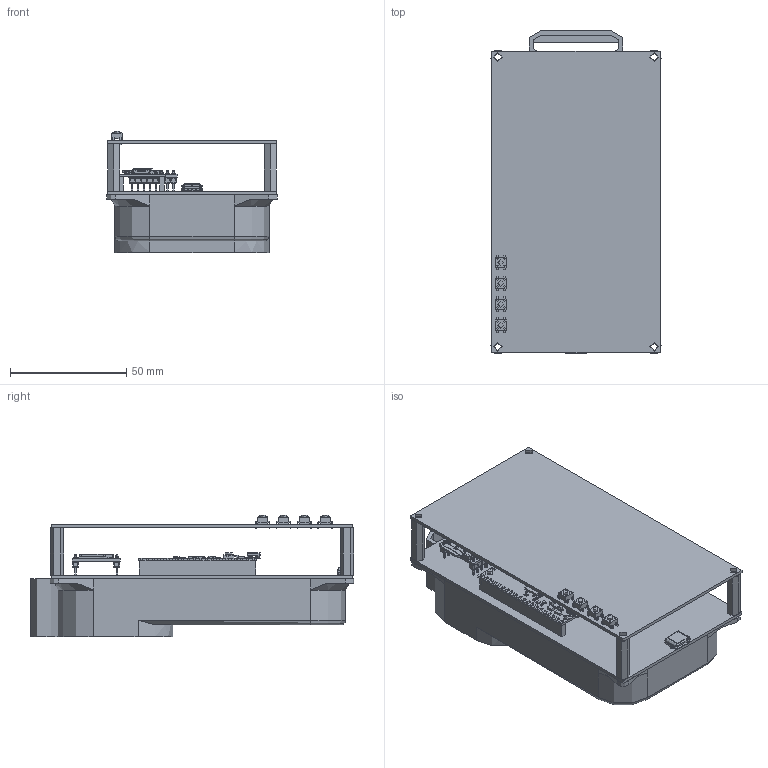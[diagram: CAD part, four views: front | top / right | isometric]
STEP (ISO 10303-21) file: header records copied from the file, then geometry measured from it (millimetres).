
FILE_DESCRIPTION(/* description */ (''),/* implementation_level */ '2;1');
FILE_NAME(/* name */ 'LET IT GLOW v3.step',/* time_stamp */ '2025-11-14T17:44:05+05:30',/* author */ (''),/* organization */ (''),/* preprocessor_version */ 'ST-DEVELOPER v20.1',/* originating_system */ 'Autodesk Translation Framework v14.21.0.0',/* authorisation */ '');
FILE_SCHEMA (('AUTOMOTIVE_DESIGN { 1 0 10303 214 3 1 1 }'));
Products named in the file (122): LET IT GLOW; Component1; Component3; Component4; BODY; DFPLAYER; DFPlayer Mini PCB; SD card Assem; CD card slot; Micro sd card; DFPlayer Mini Pin; 11_20mm pin; Pin Header 1x12 TH Pitch 2; solder; DFPlayer Mini Pin_1; 11_20mm pin_1; Pin Header 1x12 TH Pitch 2_1; solder_1; DFPlayer Mini Pin_2; 11_20mm pin_2; Pin Header 1x12 TH Pitch 2_2; solder_2; DFPlayer Mini Pin_3; 11_20mm pin_3; Pin Header 1x12 TH Pitch 2_3; solder_3; DFPlayer Mini Pin_4; 11_20mm pin_4; Pin Header 1x12 TH Pitch 2_4; solder_4; DFPlayer Mini Pin_5; 11_20mm pin_5; Pin Header 1x12 TH Pitch 2_5; solder_5; DFPlayer Mini Pin_6; 11_20mm pin_6; Pin Header 1x12 TH Pitch 2_6; solder_6; DFPlayer Mini Pin_7; 11_20mm pin_7 ...
Assembly tree (124 placements, depth 4):
  LET IT GLOW
    Component1
    Component3
    Component4
    BODY
    DFPLAYER
      DFPlayer Mini PCB
      SD card Assem
        CD card slot
        Micro sd card
      DFPlayer Mini Pin
        11_20mm pin
        Pin Header 1x12 TH Pitch 2
        solder
      DFPlayer Mini Pin_1
        11_20mm pin_1
        Pin Header 1x12 TH Pitch 2_1
        solder_1
      DFPlayer Mini Pin_2
        11_20mm pin_2
        Pin Header 1x12 TH Pitch 2_2
        solder_2
      DFPlayer Mini Pin_3
        11_20mm pin_3
        Pin Header 1x12 TH Pitch 2_3
        solder_3
      DFPlayer Mini Pin_4
        11_20mm pin_4
        Pin Header 1x12 TH Pitch 2_4
        solder_4
      DFPlayer Mini Pin_5
        11_20mm pin_5
        Pin Header 1x12 TH Pitch 2_5
        solder_5
      DFPlayer Mini Pin_6
        11_20mm pin_6
        Pin Header 1x12 TH Pitch 2_6
        solder_6
      DFPlayer Mini Pin_7
        11_20mm pin_7
        Pin Header 1x12 TH Pitch 2_7
        solder_7
      DFPlayer Mini Pin_8
        11_20mm pin_8
        Pin Header 1x12 TH Pitch 2_8
        solder_8
      DFPlayer Mini Pin_9
        11_20mm pin_9
        Pin Header 1x12 TH Pitch 2_9
        solder_9
      DFPlayer Mini Pin_10
        11_20mm pin_10
        Pin Header 1x12 TH Pitch 2_10
        solder_10
      DFPlayer Mini Pin_11
        11_20mm pin_11
        Pin Header 1x12 TH Pitch 2_11
        solder_11
      DFPlayer Mini Pin_12
        11_20mm pin_12
Bounding box: 73.25 x 139.12 x 52.18 mm (x, y, z)
Volume: 111024.2 mm3; surface area: 95206.7 mm2
Topology: 183 solids, 183 shells, 5606 faces, 14075 edges, 9017 vertices
Faces by surface type: plane 3623, cylinder 1206, bspline 401, torus 349, sphere 24, cone 3
Full cylindrical faces by diameter (mm): 0.8 x18, 1 x115, 2.1 x4, 2.4 x4, 2.6 x4, 3 x8, 3.8 x16, 15.5 x1, 18 x1, 36 x1, 39.7 x1
Entity records: 176620 total; most frequent: CARTESIAN_POINT 46718, ORIENTED_EDGE 26122, DIRECTION 25213, EDGE_CURVE 13061, LINE 9775, VECTOR 9775, VERTEX_POINT 8404, AXIS2_PLACEMENT_3D 7719
